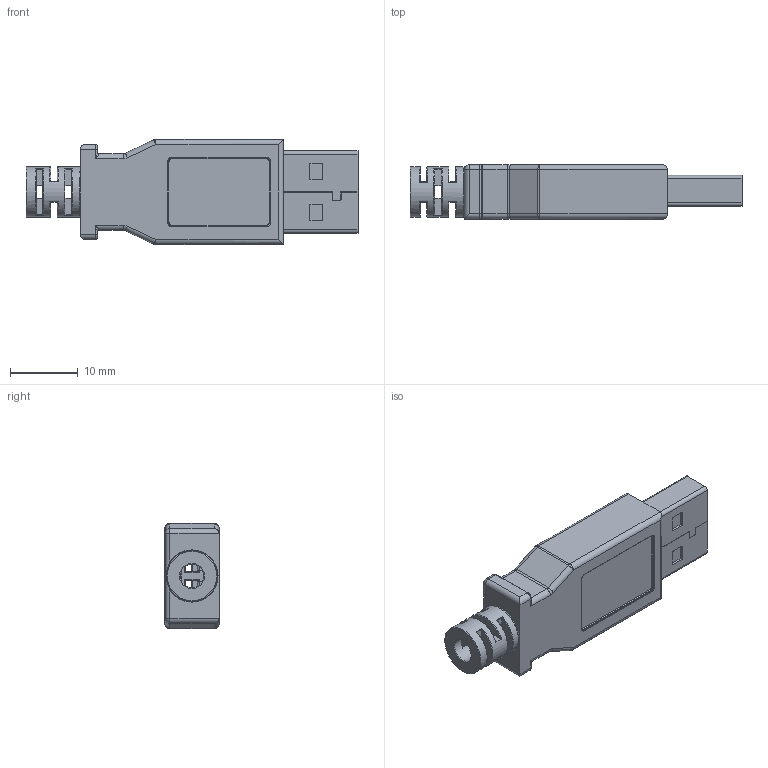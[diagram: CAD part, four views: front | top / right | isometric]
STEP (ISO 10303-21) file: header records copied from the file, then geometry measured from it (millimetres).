
FILE_DESCRIPTION(/* description */ (''),/* implementation_level */ '2;1');
FILE_NAME(/* name */ 'USB.step',/* time_stamp */ '2018-01-29T07:54:55+05:00',/* author */ ('parth1'),/* organization */ (''),/* preprocessor_version */ 'ST-DEVELOPER v16.13',/* originating_system */ 'Autodesk Translation Framework v6.5.0.72',/* authorisation */ '');
FILE_SCHEMA (('AUTOMOTIVE_DESIGN { 1 0 10303 214 3 1 1 }'));
Length unit declared in the file: millimetre
Products named in the file (5): USB; USB Body; Part 2; Part 4; part 3
Assembly tree (7 placements, depth 2):
  USB
    USB Body
    Part 2
    part 3  x4
    Part 4
Bounding box: 49 x 8 x 15.5 mm (x, y, z)
Volume: 3509.6 mm3; surface area: 4305.2 mm2
Topology: 7 solids, 7 shells, 563 faces, 1325 edges, 770 vertices
Faces by surface type: plane 226, cylinder 224, torus 57, sphere 29, bspline 27
Full cylindrical faces by diameter (mm): 0.35 x4, 3.5 x1, 7.5 x1
Entity records: 15519 total; most frequent: CARTESIAN_POINT 3855, DIRECTION 2484, ORIENTED_EDGE 2360, EDGE_CURVE 1180, AXIS2_PLACEMENT_3D 925, VERTEX_POINT 692, LINE 634, VECTOR 634
